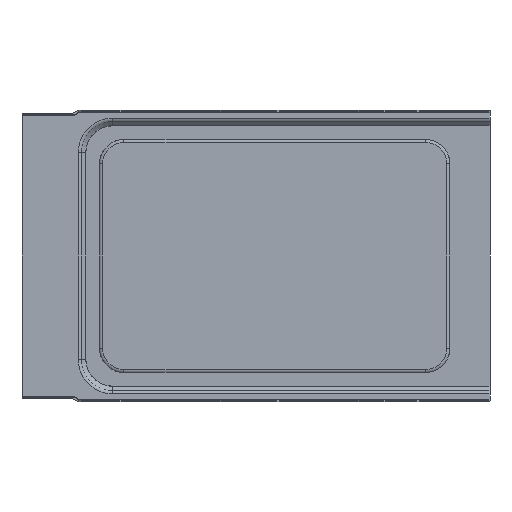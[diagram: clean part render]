
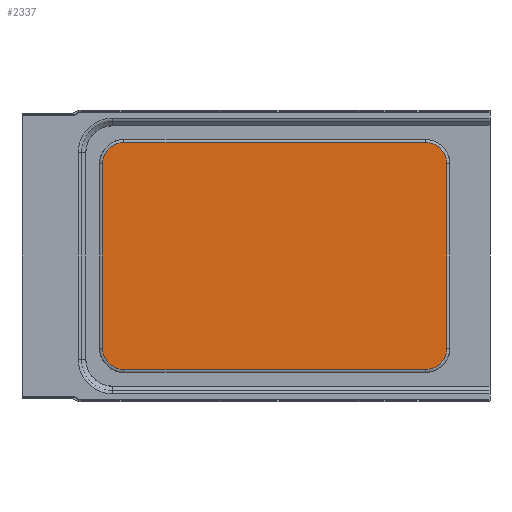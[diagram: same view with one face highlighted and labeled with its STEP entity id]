
A CAD part, front view. The second image highlights one B-rep face of the part: STEP entity #2337.
In plain terms, the highlighted planar face has unit normal (0, -1, 0).
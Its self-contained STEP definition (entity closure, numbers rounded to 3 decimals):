
#12 = CARTESIAN_POINT ( 'NONE',  ( -69.839, 1.5, 0. ) ) ;
#196 = AXIS2_PLACEMENT_3D ( 'NONE', #3852, #3527, #222 ) ;
#210 = VECTOR ( 'NONE', #2591, 1000. ) ;
#222 = DIRECTION ( 'NONE',  ( 0., 0., -1. ) ) ;
#283 = FACE_OUTER_BOUND ( 'NONE', #1329, .T. ) ;
#323 = CARTESIAN_POINT ( 'NONE',  ( -66., 1.5, -16.5 ) ) ;
#356 = CARTESIAN_POINT ( 'NONE',  ( -12., 1.5, -20.339 ) ) ;
#403 = VERTEX_POINT ( 'NONE', #356 ) ;
#527 = ORIENTED_EDGE ( 'NONE', *, *, #4221, .F. ) ;
#532 = DIRECTION ( 'NONE',  ( 0., 1., 0. ) ) ;
#585 = VERTEX_POINT ( 'NONE', #1537 ) ;
#696 = EDGE_CURVE ( 'NONE', #4057, #2429, #1378, .T. ) ;
#754 = CARTESIAN_POINT ( 'NONE',  ( -69.839, 1.5, -16.5 ) ) ;
#890 = AXIS2_PLACEMENT_3D ( 'NONE', #323, #4310, #3965 ) ;
#1000 = ORIENTED_EDGE ( 'NONE', *, *, #4276, .F. ) ;
#1258 = CARTESIAN_POINT ( 'NONE',  ( 0., 1.5, -20.339 ) ) ;
#1267 = ORIENTED_EDGE ( 'NONE', *, *, #3205, .F. ) ;
#1289 = EDGE_CURVE ( 'NONE', #3385, #1600, #3506, .T. ) ;
#1293 = EDGE_CURVE ( 'NONE', #1600, #3026, #3275, .T. ) ;
#1297 = CARTESIAN_POINT ( 'NONE',  ( 0., 1.5, 0. ) ) ;
#1329 = EDGE_LOOP ( 'NONE', ( #3677, #527, #4129, #1267, #1000, #3448, #2197, #3911 ) ) ;
#1355 = CARTESIAN_POINT ( 'NONE',  ( -66., 1.5, 20.339 ) ) ;
#1369 = EDGE_CURVE ( 'NONE', #585, #403, #2437, .T. ) ;
#1378 = LINE ( 'NONE', #12, #3552 ) ;
#1404 = CARTESIAN_POINT ( 'NONE',  ( -8.161, 1.5, 16.5 ) ) ;
#1473 = VECTOR ( 'NONE', #3551, 1000. ) ;
#1537 = CARTESIAN_POINT ( 'NONE',  ( -8.161, 1.5, -16.5 ) ) ;
#1562 = DIRECTION ( 'NONE',  ( 0., 0., -1. ) ) ;
#1600 = VERTEX_POINT ( 'NONE', #1781 ) ;
#1653 = CIRCLE ( 'NONE', #890, 3.839 ) ;
#1711 = CARTESIAN_POINT ( 'NONE',  ( -69.839, 1.5, 16.5 ) ) ;
#1781 = CARTESIAN_POINT ( 'NONE',  ( -12., 1.5, 20.339 ) ) ;
#1872 = CARTESIAN_POINT ( 'NONE',  ( -8.161, 1.5, 0. ) ) ;
#1895 = CARTESIAN_POINT ( 'NONE',  ( -12., 1.5, 16.5 ) ) ;
#1920 = LINE ( 'NONE', #1258, #1473 ) ;
#2133 = VERTEX_POINT ( 'NONE', #2883 ) ;
#2197 = ORIENTED_EDGE ( 'NONE', *, *, #2645, .F. ) ;
#2202 = CARTESIAN_POINT ( 'NONE',  ( -66., 1.5, 16.5 ) ) ;
#2304 = DIRECTION ( 'NONE',  ( 0., 1., 0. ) ) ;
#2337 = ADVANCED_FACE ( 'NONE', ( #283 ), #3592, .F. ) ;
#2429 = VERTEX_POINT ( 'NONE', #1711 ) ;
#2437 = CIRCLE ( 'NONE', #196, 3.839 ) ;
#2575 = CARTESIAN_POINT ( 'NONE',  ( 0., 1.5, 20.339 ) ) ;
#2591 = DIRECTION ( 'NONE',  ( 0., 0., -1. ) ) ;
#2630 = DIRECTION ( 'NONE',  ( 0., 0., 1. ) ) ;
#2645 = EDGE_CURVE ( 'NONE', #3026, #585, #2902, .T. ) ;
#2719 = DIRECTION ( 'NONE',  ( 0., 0., 1. ) ) ;
#2801 = AXIS2_PLACEMENT_3D ( 'NONE', #1297, #2304, #2630 ) ;
#2811 = AXIS2_PLACEMENT_3D ( 'NONE', #2202, #4179, #4134 ) ;
#2883 = CARTESIAN_POINT ( 'NONE',  ( -66., 1.5, -20.339 ) ) ;
#2902 = LINE ( 'NONE', #1872, #210 ) ;
#2994 = VECTOR ( 'NONE', #3872, 1000. ) ;
#3026 = VERTEX_POINT ( 'NONE', #1404 ) ;
#3205 = EDGE_CURVE ( 'NONE', #2133, #4057, #1653, .T. ) ;
#3275 = CIRCLE ( 'NONE', #4024, 3.839 ) ;
#3385 = VERTEX_POINT ( 'NONE', #1355 ) ;
#3448 = ORIENTED_EDGE ( 'NONE', *, *, #1369, .F. ) ;
#3506 = LINE ( 'NONE', #2575, #2994 ) ;
#3527 = DIRECTION ( 'NONE',  ( 0., 1., 0. ) ) ;
#3551 = DIRECTION ( 'NONE',  ( -1., 0., 0. ) ) ;
#3552 = VECTOR ( 'NONE', #2719, 1000. ) ;
#3569 = CIRCLE ( 'NONE', #2811, 3.839 ) ;
#3592 = PLANE ( 'NONE',  #2801 ) ;
#3677 = ORIENTED_EDGE ( 'NONE', *, *, #1289, .F. ) ;
#3852 = CARTESIAN_POINT ( 'NONE',  ( -12., 1.5, -16.5 ) ) ;
#3872 = DIRECTION ( 'NONE',  ( 1., 0., 0. ) ) ;
#3911 = ORIENTED_EDGE ( 'NONE', *, *, #1293, .F. ) ;
#3965 = DIRECTION ( 'NONE',  ( 0., 0., -1. ) ) ;
#4024 = AXIS2_PLACEMENT_3D ( 'NONE', #1895, #532, #1562 ) ;
#4057 = VERTEX_POINT ( 'NONE', #754 ) ;
#4129 = ORIENTED_EDGE ( 'NONE', *, *, #696, .F. ) ;
#4134 = DIRECTION ( 'NONE',  ( 0., 0., -1. ) ) ;
#4179 = DIRECTION ( 'NONE',  ( 0., 1., 0. ) ) ;
#4221 = EDGE_CURVE ( 'NONE', #2429, #3385, #3569, .T. ) ;
#4276 = EDGE_CURVE ( 'NONE', #403, #2133, #1920, .T. ) ;
#4310 = DIRECTION ( 'NONE',  ( 0., 1., 0. ) ) ;
